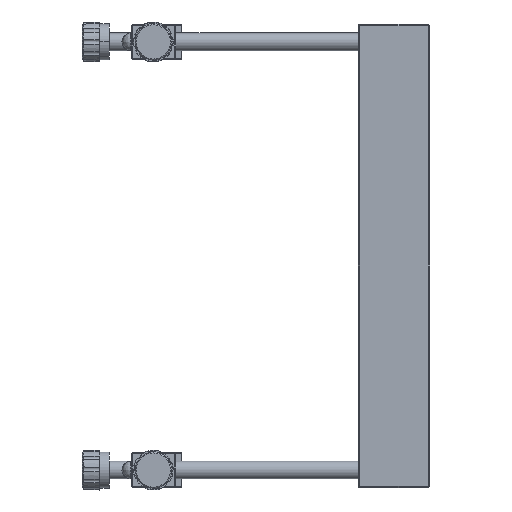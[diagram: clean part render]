
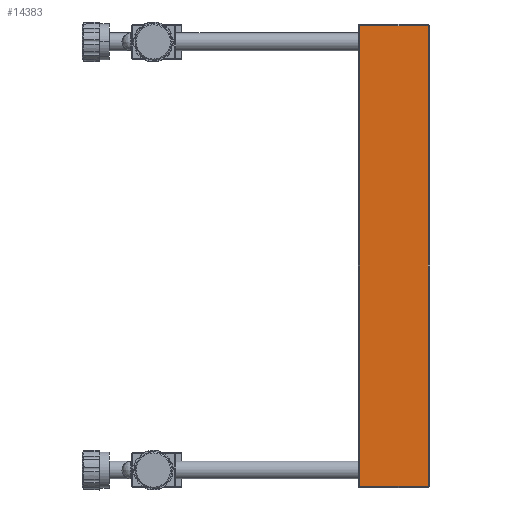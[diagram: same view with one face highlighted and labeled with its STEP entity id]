
A CAD part, left-side view. The second image highlights one B-rep face of the part: STEP entity #14383.
In plain terms, the highlighted planar face has unit normal (-1, 0, 0).
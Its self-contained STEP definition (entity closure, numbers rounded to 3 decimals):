
#268 = CARTESIAN_POINT ( 'NONE',  ( -45., 24.9, -82.5 ) ) ;
#725 = VECTOR ( 'NONE', #9379, 1000. ) ;
#825 = CARTESIAN_POINT ( 'NONE',  ( -45., 0.5, -82.5 ) ) ;
#1375 = CARTESIAN_POINT ( 'NONE',  ( -45., 0.5, -82. ) ) ;
#1853 = VERTEX_POINT ( 'NONE', #9526 ) ;
#2013 = AXIS2_PLACEMENT_3D ( 'NONE', #20815, #14374, #8099 ) ;
#3588 = FACE_OUTER_BOUND ( 'NONE', #16599, .T. ) ;
#3944 = DIRECTION ( 'NONE',  ( 0., 1., 0. ) ) ;
#4165 = VERTEX_POINT ( 'NONE', #9500 ) ;
#4387 = VECTOR ( 'NONE', #3944, 1000. ) ;
#6250 = CARTESIAN_POINT ( 'NONE',  ( -45., 24.9, 82. ) ) ;
#7472 = VERTEX_POINT ( 'NONE', #6250 ) ;
#7516 = CARTESIAN_POINT ( 'NONE',  ( -45., 0., -82. ) ) ;
#7622 = LINE ( 'NONE', #7516, #18234 ) ;
#7815 = ORIENTED_EDGE ( 'NONE', *, *, #17519, .T. ) ;
#8099 = DIRECTION ( 'NONE',  ( 0., 0., 1. ) ) ;
#8644 = DIRECTION ( 'NONE',  ( 0., 0., -1. ) ) ;
#8773 = EDGE_CURVE ( 'NONE', #4165, #7472, #20647, .T. ) ;
#9379 = DIRECTION ( 'NONE',  ( 0., 0., 1. ) ) ;
#9500 = CARTESIAN_POINT ( 'NONE',  ( -45., 0.5, 82. ) ) ;
#9526 = CARTESIAN_POINT ( 'NONE',  ( -45., 24.9, -82. ) ) ;
#9574 = ORIENTED_EDGE ( 'NONE', *, *, #14921, .T. ) ;
#10383 = LINE ( 'NONE', #825, #725 ) ;
#10588 = ORIENTED_EDGE ( 'NONE', *, *, #13028, .T. ) ;
#12639 = ORIENTED_EDGE ( 'NONE', *, *, #8773, .T. ) ;
#13028 = EDGE_CURVE ( 'NONE', #1853, #24803, #7622, .T. ) ;
#13991 = DIRECTION ( 'NONE',  ( 0., -1., 0. ) ) ;
#14374 = DIRECTION ( 'NONE',  ( -1., 0., 0. ) ) ;
#14383 = ADVANCED_FACE ( 'NONE', ( #3588 ), #16681, .T. ) ;
#14921 = EDGE_CURVE ( 'NONE', #7472, #1853, #16789, .T. ) ;
#15796 = CARTESIAN_POINT ( 'NONE',  ( -45., 0., 82. ) ) ;
#16599 = EDGE_LOOP ( 'NONE', ( #7815, #12639, #9574, #10588 ) ) ;
#16681 = PLANE ( 'NONE',  #2013 ) ;
#16789 = LINE ( 'NONE', #268, #26125 ) ;
#17519 = EDGE_CURVE ( 'NONE', #24803, #4165, #10383, .T. ) ;
#18234 = VECTOR ( 'NONE', #13991, 1000. ) ;
#20647 = LINE ( 'NONE', #15796, #4387 ) ;
#20815 = CARTESIAN_POINT ( 'NONE',  ( -45., 0., -82.5 ) ) ;
#24803 = VERTEX_POINT ( 'NONE', #1375 ) ;
#26125 = VECTOR ( 'NONE', #8644, 1000. ) ;
